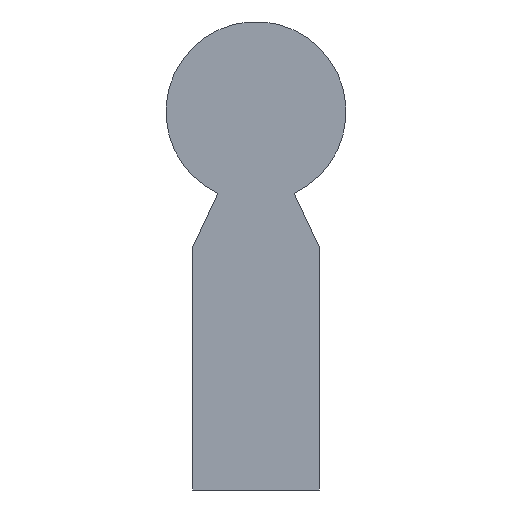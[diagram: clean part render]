
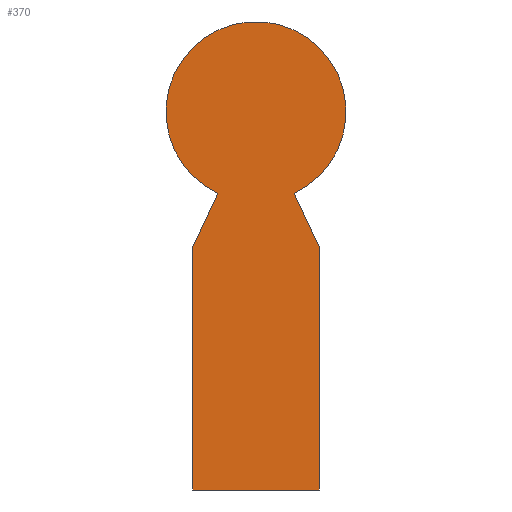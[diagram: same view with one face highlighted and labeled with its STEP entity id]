
A CAD part, front view. The second image highlights one B-rep face of the part: STEP entity #370.
In plain terms, the highlighted planar face has unit normal (0, -1, 0).
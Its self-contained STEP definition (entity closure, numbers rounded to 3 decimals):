
#370 = ADVANCED_FACE( '', ( #830 ), #831, .T. );
#830 = FACE_OUTER_BOUND( '', #1281, .T. );
#831 = PLANE( '', #1282 );
#1281 = EDGE_LOOP( '', ( #2147, #2148, #2149, #2150, #2151, #2152 ) );
#1282 = AXIS2_PLACEMENT_3D( '', #2153, #2154, #2155 );
#2147 = ORIENTED_EDGE( '', *, *, #2267, .T. );
#2148 = ORIENTED_EDGE( '', *, *, #2395, .T. );
#2149 = ORIENTED_EDGE( '', *, *, #2212, .T. );
#2150 = ORIENTED_EDGE( '', *, *, #2467, .T. );
#2151 = ORIENTED_EDGE( '', *, *, #2417, .T. );
#2152 = ORIENTED_EDGE( '', *, *, #2157, .T. );
#2153 = CARTESIAN_POINT( '', ( 0., 0., 105. ) );
#2154 = DIRECTION( '', ( 0., -1., 0. ) );
#2155 = DIRECTION( '', ( 0., 0., -1. ) );
#2157 = EDGE_CURVE( '', #2477, #2478, #2479, .T. );
#2212 = EDGE_CURVE( '', #2574, #2575, #2576, .T. );
#2267 = EDGE_CURVE( '', #2478, #2670, #2671, .T. );
#2395 = EDGE_CURVE( '', #2670, #2574, #2863, .T. );
#2417 = EDGE_CURVE( '', #2890, #2477, #2891, .T. );
#2467 = EDGE_CURVE( '', #2575, #2890, #2949, .T. );
#2477 = VERTEX_POINT( '', #2959 );
#2478 = VERTEX_POINT( '', #2960 );
#2479 = LINE( '', #2961, #2962 );
#2574 = VERTEX_POINT( '', #3075 );
#2575 = VERTEX_POINT( '', #3076 );
#2576 = LINE( '', #3077, #3078 );
#2670 = VERTEX_POINT( '', #3199 );
#2671 = LINE( '', #3200, #3201 );
#2863 = LINE( '', #3449, #3450 );
#2890 = VERTEX_POINT( '', #3481 );
#2891 = CIRCLE( '', #3482, 25. );
#2949 = LINE( '', #3554, #3555 );
#2959 = CARTESIAN_POINT( '', ( -10.565, 0., 82.342 ) );
#2960 = CARTESIAN_POINT( '', ( -17.5, 0., 67.471 ) );
#2961 = CARTESIAN_POINT( '', ( -10.657, 0., 82.147 ) );
#2962 = VECTOR( '', #3564, 1000. );
#3075 = CARTESIAN_POINT( '', ( 17.5, 0., 0. ) );
#3076 = CARTESIAN_POINT( '', ( 17.5, 0., 67.471 ) );
#3077 = CARTESIAN_POINT( '', ( 17.5, 0., 0. ) );
#3078 = VECTOR( '', #3655, 1000. );
#3199 = CARTESIAN_POINT( '', ( -17.5, 0., 0. ) );
#3200 = CARTESIAN_POINT( '', ( -17.5, 0., 67.471 ) );
#3201 = VECTOR( '', #3728, 1000. );
#3449 = CARTESIAN_POINT( '', ( -17.5, 0., 0. ) );
#3450 = VECTOR( '', #3875, 1000. );
#3481 = CARTESIAN_POINT( '', ( 10.565, 0., 82.342 ) );
#3482 = AXIS2_PLACEMENT_3D( '', #3895, #3896, #3897 );
#3554 = CARTESIAN_POINT( '', ( 10.657, 0., 82.147 ) );
#3555 = VECTOR( '', #3927, 1000. );
#3564 = DIRECTION( '', ( -0.423, 0., -0.906 ) );
#3655 = DIRECTION( '', ( 0., 0., 1. ) );
#3728 = DIRECTION( '', ( 0., 0., -1. ) );
#3875 = DIRECTION( '', ( 1., 0., 0. ) );
#3895 = CARTESIAN_POINT( '', ( 0., 0., 105. ) );
#3896 = DIRECTION( '', ( 0., -1., 0. ) );
#3897 = DIRECTION( '', ( 0., 0., -1. ) );
#3927 = DIRECTION( '', ( -0.423, 0., 0.906 ) );
